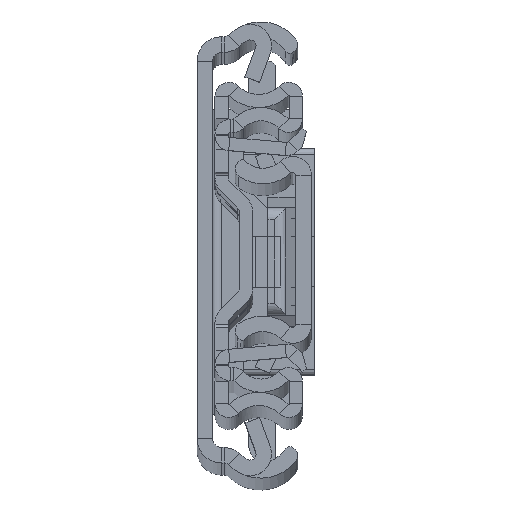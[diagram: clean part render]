
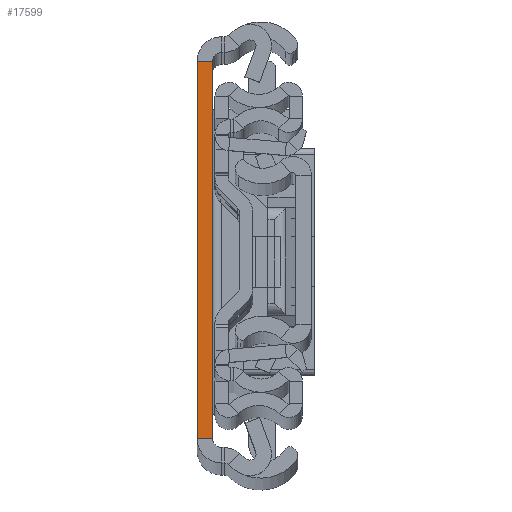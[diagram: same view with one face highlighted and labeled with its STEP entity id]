
A CAD part, top view. The second image highlights one B-rep face of the part: STEP entity #17599.
In plain terms, the highlighted planar face has unit normal (0, 0, 1).
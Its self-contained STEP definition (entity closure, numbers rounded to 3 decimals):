
#382 = DIRECTION ( 'NONE',  ( 0., 1., 0. ) ) ;
#459 = VERTEX_POINT ( 'NONE', #9672 ) ;
#960 = ORIENTED_EDGE ( 'NONE', *, *, #10820, .F. ) ;
#1348 = VECTOR ( 'NONE', #4110, 1000. ) ;
#1470 = LINE ( 'NONE', #7026, #1348 ) ;
#1982 = AXIS2_PLACEMENT_3D ( 'NONE', #13744, #8201, #11090 ) ;
#2671 = VERTEX_POINT ( 'NONE', #7532 ) ;
#3512 = CARTESIAN_POINT ( 'NONE',  ( 0., -31.5, 0. ) ) ;
#3897 = PLANE ( 'NONE',  #1982 ) ;
#4028 = LINE ( 'NONE', #9592, #17772 ) ;
#4089 = DIRECTION ( 'NONE',  ( 1., 0., 0. ) ) ;
#4110 = DIRECTION ( 'NONE',  ( 0., 1., 0. ) ) ;
#4614 = CARTESIAN_POINT ( 'NONE',  ( 0., 31.5, 0. ) ) ;
#4730 = EDGE_CURVE ( 'NONE', #4990, #459, #5360, .T. ) ;
#4990 = VERTEX_POINT ( 'NONE', #3512 ) ;
#5115 = DIRECTION ( 'NONE',  ( 1., 0., 0. ) ) ;
#5360 = LINE ( 'NONE', #6919, #11542 ) ;
#6000 = VECTOR ( 'NONE', #382, 1000. ) ;
#6045 = LINE ( 'NONE', #15677, #6000 ) ;
#6101 = ORIENTED_EDGE ( 'NONE', *, *, #4730, .T. ) ;
#6919 = CARTESIAN_POINT ( 'NONE',  ( 2.6, -31.5, 0. ) ) ;
#7026 = CARTESIAN_POINT ( 'NONE',  ( 2.6, -31.5, 0. ) ) ;
#7085 = FACE_OUTER_BOUND ( 'NONE', #7877, .T. ) ;
#7532 = CARTESIAN_POINT ( 'NONE',  ( 2.6, 31.5, 0. ) ) ;
#7877 = EDGE_LOOP ( 'NONE', ( #960, #8962, #6101, #9781 ) ) ;
#8201 = DIRECTION ( 'NONE',  ( 0., 0., -1. ) ) ;
#8461 = VERTEX_POINT ( 'NONE', #4614 ) ;
#8962 = ORIENTED_EDGE ( 'NONE', *, *, #14058, .F. ) ;
#9592 = CARTESIAN_POINT ( 'NONE',  ( 2.6, 31.5, 0. ) ) ;
#9672 = CARTESIAN_POINT ( 'NONE',  ( 2.6, -31.5, 0. ) ) ;
#9781 = ORIENTED_EDGE ( 'NONE', *, *, #12614, .T. ) ;
#10820 = EDGE_CURVE ( 'NONE', #8461, #2671, #4028, .T. ) ;
#11090 = DIRECTION ( 'NONE',  ( 0., 1., 0. ) ) ;
#11542 = VECTOR ( 'NONE', #4089, 1000. ) ;
#12614 = EDGE_CURVE ( 'NONE', #459, #2671, #1470, .T. ) ;
#13744 = CARTESIAN_POINT ( 'NONE',  ( 2.6, -31.5, 0. ) ) ;
#14058 = EDGE_CURVE ( 'NONE', #4990, #8461, #6045, .T. ) ;
#15677 = CARTESIAN_POINT ( 'NONE',  ( 0., -31.5, 0. ) ) ;
#17599 = ADVANCED_FACE ( 'NONE', ( #7085 ), #3897, .F. ) ;
#17772 = VECTOR ( 'NONE', #5115, 1000. ) ;
